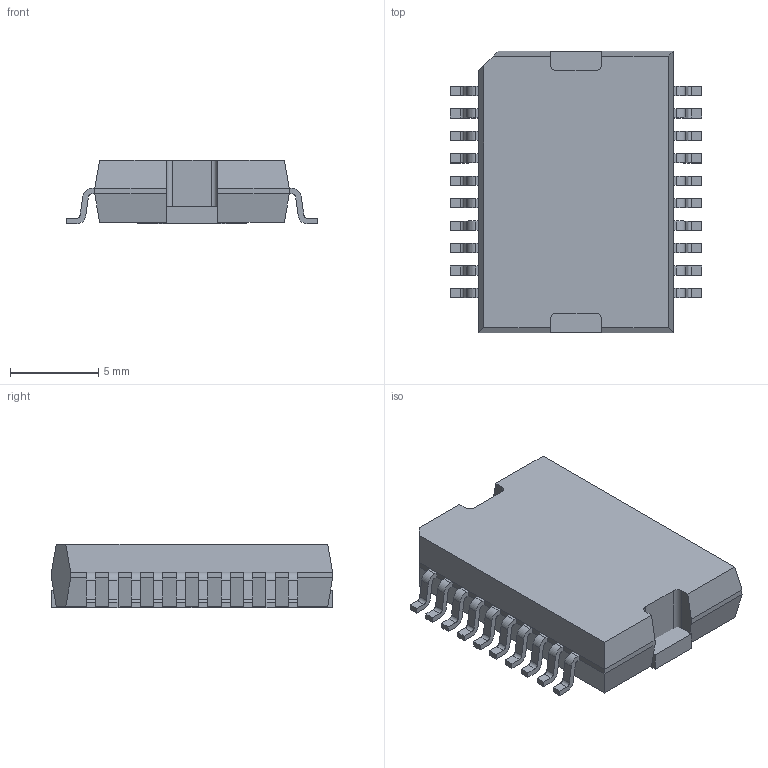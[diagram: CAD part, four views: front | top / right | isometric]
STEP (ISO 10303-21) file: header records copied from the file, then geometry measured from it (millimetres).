
FILE_DESCRIPTION((''),'2;1');
FILE_NAME('SOIC127P1420X360-21AN.stp','2009-07-21T13:53:51',(''),(''),'Mechanical Desktop 2009','Mechanical Desktop 2009',', , ');
FILE_SCHEMA(('AUTOMOTIVE_DESIGN { 1 2 10303 214 1 1 1 1 }'));
Length unit declared in the file: millimetre
Products named in the file (1): Product
Bounding box: 14.2 x 15.9 x 3.6 mm (x, y, z)
Volume: 660.1 mm3; surface area: 819.6 mm2
Topology: 22 solids, 22 shells, 329 faces, 849 edges, 564 vertices
Faces by surface type: bspline 142, plane 139, cylinder 48
Entity records: 10522 total; most frequent: CARTESIAN_POINT 2729, ORIENTED_EDGE 1698, DIRECTION 1401, EDGE_CURVE 849, VECTOR 673, LINE 673, VERTEX_POINT 564, AXIS2_PLACEMENT_3D 364
